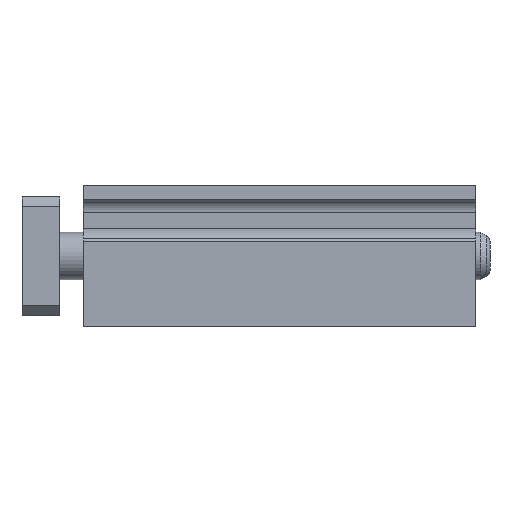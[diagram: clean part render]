
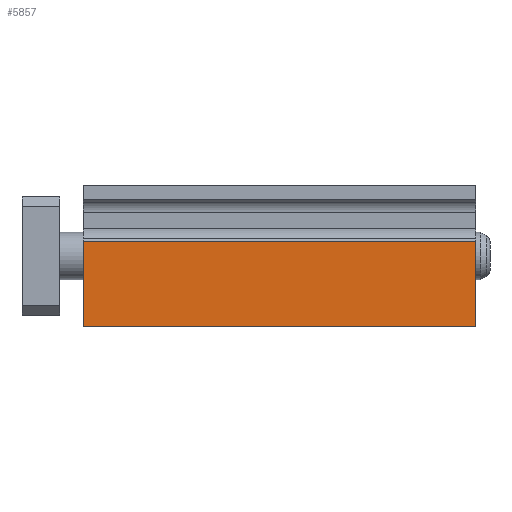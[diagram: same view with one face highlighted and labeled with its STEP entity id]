
A CAD part, front view. The second image highlights one B-rep face of the part: STEP entity #5857.
In plain terms, the highlighted planar face has unit normal (0, -1, 0).
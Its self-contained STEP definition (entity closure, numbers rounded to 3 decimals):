
#255 = ORIENTED_EDGE ( 'NONE', *, *, #3107, .F. ) ;
#321 = CARTESIAN_POINT ( 'NONE',  ( 0., -34., 3. ) ) ;
#741 = VERTEX_POINT ( 'NONE', #321 ) ;
#1016 = CARTESIAN_POINT ( 'NONE',  ( 83., -34., -15. ) ) ;
#1223 = PLANE ( 'NONE',  #8367 ) ;
#1371 = ORIENTED_EDGE ( 'NONE', *, *, #9214, .T. ) ;
#1392 = CARTESIAN_POINT ( 'NONE',  ( 83., -34., -15. ) ) ;
#1860 = EDGE_LOOP ( 'NONE', ( #7440, #10485, #255, #1371 ) ) ;
#2171 = DIRECTION ( 'NONE',  ( 0., 0., -1. ) ) ;
#2290 = VECTOR ( 'NONE', #8584, 1000. ) ;
#2732 = CARTESIAN_POINT ( 'NONE',  ( 0., -34., -15. ) ) ;
#3102 = CARTESIAN_POINT ( 'NONE',  ( 83., -34., 3. ) ) ;
#3107 = EDGE_CURVE ( 'NONE', #9523, #5396, #10170, .T. ) ;
#3738 = CARTESIAN_POINT ( 'NONE',  ( 83., -34., 3. ) ) ;
#3763 = EDGE_CURVE ( 'NONE', #741, #7841, #6543, .T. ) ;
#4435 = DIRECTION ( 'NONE',  ( 0., 1., 0. ) ) ;
#4482 = VECTOR ( 'NONE', #9781, 1000. ) ;
#4827 = CARTESIAN_POINT ( 'NONE',  ( 83., -34., 3. ) ) ;
#4840 = CARTESIAN_POINT ( 'NONE',  ( 0., -34., 3. ) ) ;
#5396 = VERTEX_POINT ( 'NONE', #1392 ) ;
#5857 = ADVANCED_FACE ( 'NONE', ( #8477 ), #1223, .F. ) ;
#6543 = LINE ( 'NONE', #4840, #4482 ) ;
#6833 = CARTESIAN_POINT ( 'NONE',  ( 83., -34., 3. ) ) ;
#7401 = VECTOR ( 'NONE', #8215, 1000. ) ;
#7440 = ORIENTED_EDGE ( 'NONE', *, *, #3763, .T. ) ;
#7739 = LINE ( 'NONE', #3738, #2290 ) ;
#7841 = VERTEX_POINT ( 'NONE', #2732 ) ;
#8157 = LINE ( 'NONE', #1016, #7401 ) ;
#8215 = DIRECTION ( 'NONE',  ( -1., 0., 0. ) ) ;
#8367 = AXIS2_PLACEMENT_3D ( 'NONE', #6833, #4435, #8427 ) ;
#8427 = DIRECTION ( 'NONE',  ( 1., 0., 0. ) ) ;
#8477 = FACE_OUTER_BOUND ( 'NONE', #1860, .T. ) ;
#8584 = DIRECTION ( 'NONE',  ( -1., 0., 0. ) ) ;
#8601 = EDGE_CURVE ( 'NONE', #5396, #7841, #8157, .T. ) ;
#9132 = VECTOR ( 'NONE', #2171, 1000. ) ;
#9214 = EDGE_CURVE ( 'NONE', #9523, #741, #7739, .T. ) ;
#9523 = VERTEX_POINT ( 'NONE', #4827 ) ;
#9781 = DIRECTION ( 'NONE',  ( 0., 0., -1. ) ) ;
#10170 = LINE ( 'NONE', #3102, #9132 ) ;
#10485 = ORIENTED_EDGE ( 'NONE', *, *, #8601, .F. ) ;
